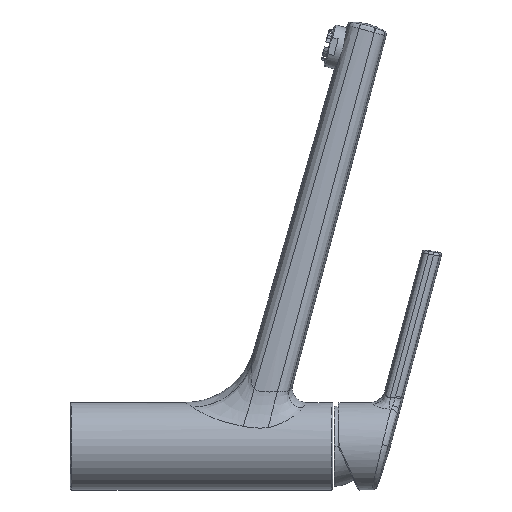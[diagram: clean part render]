
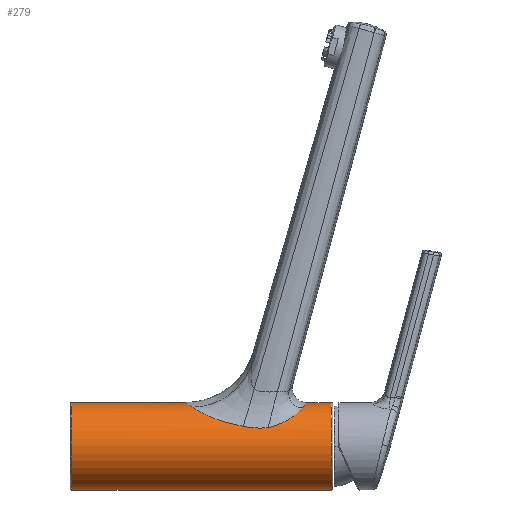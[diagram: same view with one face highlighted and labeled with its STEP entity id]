
A CAD part, left-side view. The second image highlights one B-rep face of the part: STEP entity #279.
In plain terms, the highlighted cylindrical face has radius 24.5 mm (diameter 49 mm), a partial arc.
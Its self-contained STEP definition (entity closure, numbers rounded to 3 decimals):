
#279=ADVANCED_FACE('',(#618),#619,.T.);
#618=FACE_OUTER_BOUND('',#5061,.T.);
#619=CYLINDRICAL_SURFACE('',#5062,24.5);
#5061=EDGE_LOOP('',(#6181,#6182,#6183,#6184,#6185,#6186,#6187,#6188,#6189,#6190));
#5062=AXIS2_PLACEMENT_3D('',#6191,#6192,#6193);
#6181=ORIENTED_EDGE('',*,*,#7112,.T.);
#6182=ORIENTED_EDGE('',*,*,#7110,.T.);
#6183=ORIENTED_EDGE('',*,*,#7107,.T.);
#6184=ORIENTED_EDGE('',*,*,#7104,.T.);
#6185=ORIENTED_EDGE('',*,*,#7102,.T.);
#6186=ORIENTED_EDGE('',*,*,#7113,.F.);
#6187=ORIENTED_EDGE('',*,*,#7114,.T.);
#6188=ORIENTED_EDGE('',*,*,#7115,.F.);
#6189=ORIENTED_EDGE('',*,*,#7116,.T.);
#6190=ORIENTED_EDGE('',*,*,#7117,.F.);
#6191=CARTESIAN_POINT('',(0.0,-88.984,0.0));
#6192=DIRECTION('',(0.0,-1.0,-0.0));
#6193=DIRECTION('',(0.0,0.0,-1.0));
#7102=EDGE_CURVE('',#7804,#7801,#7805,.T.);
#7104=EDGE_CURVE('',#7807,#7804,#7808,.T.);
#7107=EDGE_CURVE('',#7812,#7807,#7813,.T.);
#7110=EDGE_CURVE('',#7816,#7812,#7817,.T.);
#7112=EDGE_CURVE('',#7783,#7816,#7819,.T.);
#7113=EDGE_CURVE('',#7820,#7801,#7821,.T.);
#7114=EDGE_CURVE('',#7820,#7822,#7823,.T.);
#7115=EDGE_CURVE('',#7824,#7822,#7825,.T.);
#7116=EDGE_CURVE('',#7824,#7826,#7827,.T.);
#7117=EDGE_CURVE('',#7783,#7826,#7828,.T.);
#7783=VERTEX_POINT('',#10326);
#7801=VERTEX_POINT('',#10508);
#7804=VERTEX_POINT('',#10536);
#7805=B_SPLINE_CURVE_WITH_KNOTS('',3,(#10537,#10538,#10539,#10540,#10541,#10542,#10543,#10544,#10545,#10546,#10547,#10548,#10549,#10550),.UNSPECIFIED.,.F.,.F.,(4,1,1,1,1,1,1,1,1,1,1,4),(0.0,0.091,0.182,0.273,0.364,0.455,0.545,0.636,0.727,0.818,0.909,1.0),.UNSPECIFIED.);
#7807=VERTEX_POINT('',#10563);
#7808=B_SPLINE_CURVE_WITH_KNOTS('',3,(#10564,#10565,#10566,#10567,#10568,#10569,#10570,#10571,#10572,#10573,#10574,#10575,#10576,#10577,#10578,#10579,#10580,#10581,#10582,#10583,#10584),.UNSPECIFIED.,.F.,.F.,(4,1,1,1,1,1,1,1,1,1,1,1,1,1,1,1,1,1,4),(0.0,0.056,0.111,0.167,0.222,0.278,0.333,0.389,0.444,0.5,0.556,0.611,0.667,0.722,0.778,0.833,0.889,0.944,1.0),.UNSPECIFIED.);
#7812=VERTEX_POINT('',#10622);
#7813=B_SPLINE_CURVE_WITH_KNOTS('',3,(#10623,#10624,#10625,#10626,#10627,#10628,#10629,#10630,#10631,#10632,#10633,#10634,#10635,#10636,#10637),.UNSPECIFIED.,.F.,.F.,(4,1,1,1,1,1,1,1,1,1,1,1,4),(0.0,0.083,0.167,0.25,0.333,0.417,0.5,0.583,0.667,0.75,0.833,0.917,1.0),.UNSPECIFIED.);
#7816=VERTEX_POINT('',#10667);
#7817=B_SPLINE_CURVE_WITH_KNOTS('',3,(#10668,#10669,#10670,#10671,#10672,#10673,#10674,#10675,#10676,#10677,#10678,#10679,#10680,#10681,#10682,#10683,#10684,#10685,#10686,#10687),.UNSPECIFIED.,.F.,.F.,(4,1,1,1,1,1,1,1,1,1,1,1,1,1,1,1,1,4),(0.0,0.059,0.118,0.176,0.235,0.294,0.353,0.412,0.471,0.529,0.588,0.647,0.706,0.765,0.824,0.882,0.941,1.0),.UNSPECIFIED.);
#7819=B_SPLINE_CURVE_WITH_KNOTS('',3,(#10699,#10700,#10701,#10702,#10703,#10704,#10705,#10706,#10707,#10708,#10709,#10710,#10711,#10712,#10713),.UNSPECIFIED.,.F.,.F.,(4,1,1,1,1,1,1,1,1,1,1,1,4),(0.0,0.083,0.167,0.25,0.333,0.417,0.5,0.583,0.667,0.75,0.833,0.917,1.0),.UNSPECIFIED.);
#7820=VERTEX_POINT('',#10714);
#7821=LINE('',#10715,#10716);
#7822=VERTEX_POINT('',#10717);
#7823=CIRCLE('',#10718,24.5);
#7824=VERTEX_POINT('',#10719);
#7825=LINE('',#10720,#10721);
#7826=VERTEX_POINT('',#10722);
#7827=CIRCLE('',#10723,24.5);
#7828=LINE('',#10724,#10725);
#10326=CARTESIAN_POINT('',(0.0,-62.811,24.5));
#10508=CARTESIAN_POINT('',(0.0,5.322,24.5));
#10536=CARTESIAN_POINT('',(-10.98,1.215,21.902));
#10537=CARTESIAN_POINT('',(-10.98,1.215,21.902));
#10538=CARTESIAN_POINT('',(-10.638,1.493,22.073));
#10539=CARTESIAN_POINT('',(-9.932,1.99,22.407));
#10540=CARTESIAN_POINT('',(-8.879,2.671,22.844));
#10541=CARTESIAN_POINT('',(-7.813,3.261,23.23));
#10542=CARTESIAN_POINT('',(-6.756,3.771,23.559));
#10543=CARTESIAN_POINT('',(-5.709,4.206,23.833));
#10544=CARTESIAN_POINT('',(-4.68,4.563,24.056));
#10545=CARTESIAN_POINT('',(-3.674,4.849,24.23));
#10546=CARTESIAN_POINT('',(-2.698,5.066,24.357));
#10547=CARTESIAN_POINT('',(-1.757,5.216,24.443));
#10548=CARTESIAN_POINT('',(-0.854,5.304,24.49));
#10549=CARTESIAN_POINT('',(-0.28,5.322,24.5));
#10550=CARTESIAN_POINT('',(0.0,5.322,24.5));
#10563=CARTESIAN_POINT('',(-21.811,-27.27,11.16));
#10564=CARTESIAN_POINT('',(-21.811,-27.27,11.16));
#10565=CARTESIAN_POINT('',(-21.75,-26.618,11.278));
#10566=CARTESIAN_POINT('',(-21.622,-25.319,11.524));
#10567=CARTESIAN_POINT('',(-21.404,-23.397,11.924));
#10568=CARTESIAN_POINT('',(-21.155,-21.485,12.361));
#10569=CARTESIAN_POINT('',(-20.869,-19.573,12.84));
#10570=CARTESIAN_POINT('',(-20.536,-17.647,13.367));
#10571=CARTESIAN_POINT('',(-20.142,-15.691,13.955));
#10572=CARTESIAN_POINT('',(-19.673,-13.691,14.611));
#10573=CARTESIAN_POINT('',(-19.101,-11.638,15.354));
#10574=CARTESIAN_POINT('',(-18.439,-9.644,16.144));
#10575=CARTESIAN_POINT('',(-17.716,-7.831,16.934));
#10576=CARTESIAN_POINT('',(-16.973,-6.245,17.679));
#10577=CARTESIAN_POINT('',(-16.201,-4.825,18.389));
#10578=CARTESIAN_POINT('',(-15.391,-3.524,19.072));
#10579=CARTESIAN_POINT('',(-14.544,-2.334,19.726));
#10580=CARTESIAN_POINT('',(-13.661,-1.269,20.347));
#10581=CARTESIAN_POINT('',(-12.761,-0.325,20.923));
#10582=CARTESIAN_POINT('',(-11.862,0.51,21.445));
#10583=CARTESIAN_POINT('',(-11.271,0.991,21.756));
#10584=CARTESIAN_POINT('',(-10.98,1.215,21.902));
#10622=CARTESIAN_POINT('',(-22.109,-41.317,10.556));
#10623=CARTESIAN_POINT('',(-22.109,-41.317,10.556));
#10624=CARTESIAN_POINT('',(-22.141,-40.928,10.49));
#10625=CARTESIAN_POINT('',(-22.195,-40.148,10.375));
#10626=CARTESIAN_POINT('',(-22.25,-38.967,10.256));
#10627=CARTESIAN_POINT('',(-22.282,-37.784,10.186));
#10628=CARTESIAN_POINT('',(-22.295,-36.598,10.159));
#10629=CARTESIAN_POINT('',(-22.286,-35.411,10.178));
#10630=CARTESIAN_POINT('',(-22.259,-34.228,10.238));
#10631=CARTESIAN_POINT('',(-22.216,-33.049,10.33));
#10632=CARTESIAN_POINT('',(-22.159,-31.878,10.452));
#10633=CARTESIAN_POINT('',(-22.088,-30.719,10.6));
#10634=CARTESIAN_POINT('',(-22.006,-29.567,10.769));
#10635=CARTESIAN_POINT('',(-21.914,-28.418,10.956));
#10636=CARTESIAN_POINT('',(-21.846,-27.652,11.091));
#10637=CARTESIAN_POINT('',(-21.811,-27.27,11.16));
#10667=CARTESIAN_POINT('',(-11.78,-60.716,21.482));
#10668=CARTESIAN_POINT('',(-11.78,-60.716,21.482));
#10669=CARTESIAN_POINT('',(-12.075,-60.578,21.32));
#10670=CARTESIAN_POINT('',(-12.672,-60.267,20.977));
#10671=CARTESIAN_POINT('',(-13.589,-59.692,20.396));
#10672=CARTESIAN_POINT('',(-14.501,-59.02,19.758));
#10673=CARTESIAN_POINT('',(-15.394,-58.255,19.071));
#10674=CARTESIAN_POINT('',(-16.256,-57.401,18.342));
#10675=CARTESIAN_POINT('',(-17.073,-56.45,17.583));
#10676=CARTESIAN_POINT('',(-17.843,-55.405,16.801));
#10677=CARTESIAN_POINT('',(-18.563,-54.263,16.001));
#10678=CARTESIAN_POINT('',(-19.23,-53.016,15.193));
#10679=CARTESIAN_POINT('',(-19.834,-51.667,14.394));
#10680=CARTESIAN_POINT('',(-20.37,-50.24,13.623));
#10681=CARTESIAN_POINT('',(-20.834,-48.757,12.9));
#10682=CARTESIAN_POINT('',(-21.227,-47.237,12.24));
#10683=CARTESIAN_POINT('',(-21.547,-45.699,11.666));
#10684=CARTESIAN_POINT('',(-21.794,-44.168,11.196));
#10685=CARTESIAN_POINT('',(-21.981,-42.683,10.823));
#10686=CARTESIAN_POINT('',(-22.07,-41.762,10.637));
#10687=CARTESIAN_POINT('',(-22.109,-41.317,10.556));
#10699=CARTESIAN_POINT('',(0.0,-62.811,24.5));
#10700=CARTESIAN_POINT('',(-0.386,-62.811,24.5));
#10701=CARTESIAN_POINT('',(-1.148,-62.803,24.482));
#10702=CARTESIAN_POINT('',(-2.261,-62.768,24.404));
#10703=CARTESIAN_POINT('',(-3.345,-62.706,24.279));
#10704=CARTESIAN_POINT('',(-4.401,-62.617,24.109));
#10705=CARTESIAN_POINT('',(-5.435,-62.499,23.897));
#10706=CARTESIAN_POINT('',(-6.435,-62.348,23.647));
#10707=CARTESIAN_POINT('',(-7.392,-62.169,23.365));
#10708=CARTESIAN_POINT('',(-8.318,-61.96,23.052));
#10709=CARTESIAN_POINT('',(-9.224,-61.711,22.704));
#10710=CARTESIAN_POINT('',(-10.107,-61.424,22.325));
#10711=CARTESIAN_POINT('',(-10.963,-61.096,21.917));
#10712=CARTESIAN_POINT('',(-11.511,-60.848,21.63));
#10713=CARTESIAN_POINT('',(-11.78,-60.716,21.482));
#10714=CARTESIAN_POINT('',(0.0,68.7,24.5));
#10715=CARTESIAN_POINT('',(0.,68.7,24.5));
#10716=VECTOR('',#11553,63.378);
#10717=CARTESIAN_POINT('',(0.0,68.7,-24.5));
#10718=AXIS2_PLACEMENT_3D('',#11554,#11555,#11556);
#10719=CARTESIAN_POINT('',(0.0,-76.8,-24.5));
#10720=CARTESIAN_POINT('',(0.,-76.8,-24.5));
#10721=VECTOR('',#11557,145.5);
#10722=CARTESIAN_POINT('',(0.,-76.8,24.5));
#10723=AXIS2_PLACEMENT_3D('',#11558,#11559,#11560);
#10724=CARTESIAN_POINT('',(0.0,-62.811,24.5));
#10725=VECTOR('',#11561,13.989);
#11553=DIRECTION('',(0.,-1.0,0.0));
#11554=CARTESIAN_POINT('',(0.0,68.7,0.0));
#11555=DIRECTION('',(0.0,-1.0,0.0));
#11556=DIRECTION('',(0.0,0.0,1.0));
#11557=DIRECTION('',(0.,1.0,0.0));
#11558=CARTESIAN_POINT('',(0.0,-76.8,0.0));
#11559=DIRECTION('',(0.0,1.0,0.0));
#11560=DIRECTION('',(0.0,0.0,-1.0));
#11561=DIRECTION('',(0.,-1.0,0.0));
